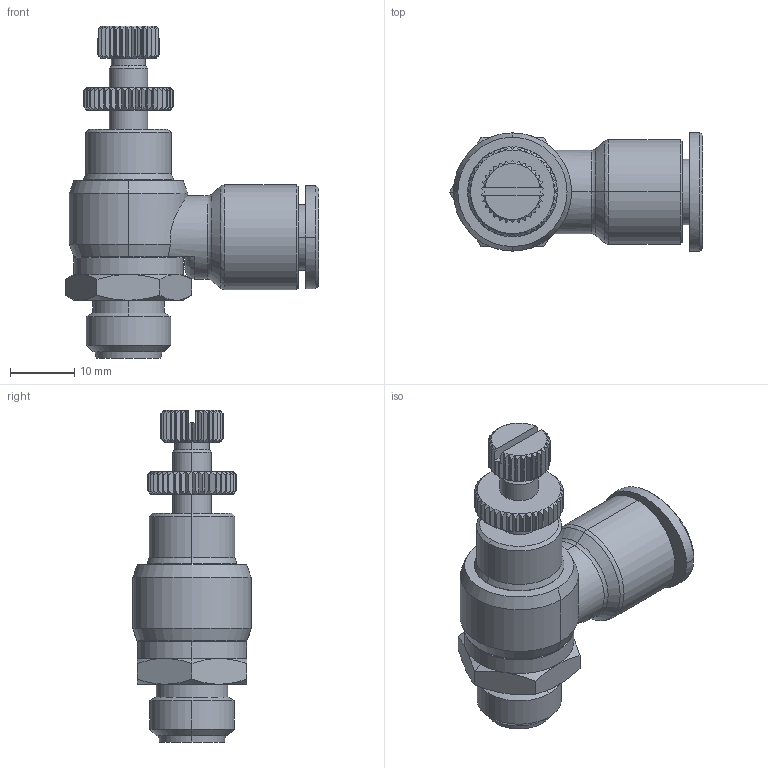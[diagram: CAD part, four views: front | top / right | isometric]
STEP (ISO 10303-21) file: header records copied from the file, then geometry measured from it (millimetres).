
FILE_DESCRIPTION (( 'STEP AP214' ), '1' );
FILE_NAME ('NSE10-G02_OUT.STEP', '2018-08-27T07:38:40', ( '' ), ( '' ), 'SwSTEP 2.0', 'SolidWorks 2018', '' );
FILE_SCHEMA (( 'AUTOMOTIVE_DESIGN' ));
Length unit declared in the file: millimetre
Products named in the file (1): NSE10-G02_OUT
Bounding box: 39.41 x 18.5 x 51.7 mm (x, y, z)
Surface area: 5324.7 mm2 (no closed solid volume)
Topology: 0 solids, 4 shells, 652 faces, 2118 edges, 1388 vertices
Faces by surface type: plane 380, cylinder 133, cone 123, bspline 14, torus 2
Entity records: 32096 total; most frequent: CARTESIAN_POINT 7255, ORIENTED_EDGE 3691, DIRECTION 3334, EDGE_CURVE 2118, VERTEX_POINT 1388, LINE 1366, VECTOR 1366, AXIS2_PLACEMENT_3D 984
